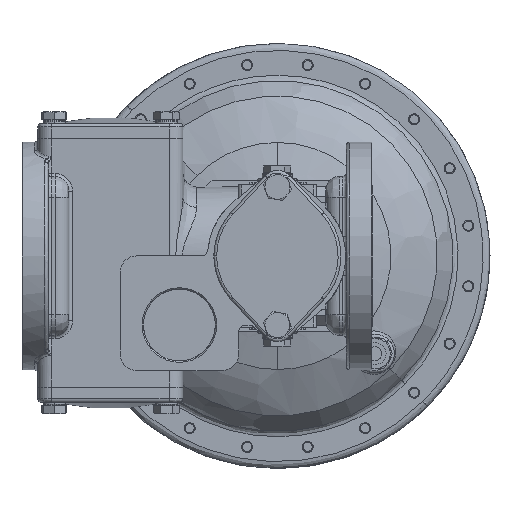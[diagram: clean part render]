
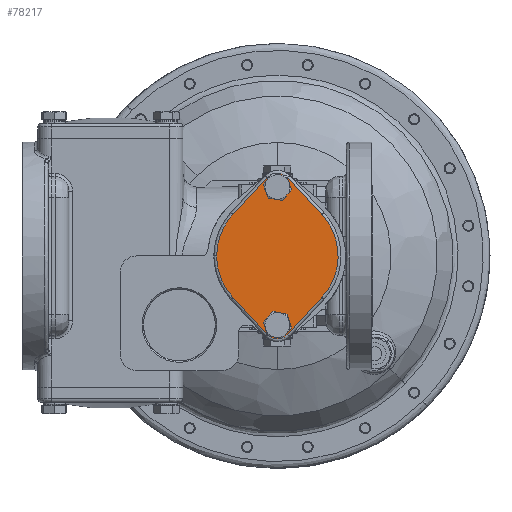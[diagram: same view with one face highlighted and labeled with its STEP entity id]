
A CAD part, front view. The second image highlights one B-rep face of the part: STEP entity #78217.
In plain terms, the highlighted planar face has unit normal (0, -1, 0).
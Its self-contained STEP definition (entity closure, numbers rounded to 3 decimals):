
#940 = EDGE_CURVE ( 'NONE', #2562, #120524, #119819, .T. ) ;
#1485 = FACE_BOUND ( 'NONE', #22865, .T. ) ;
#1802 = EDGE_LOOP ( 'NONE', ( #21289, #4343, #80357, #92403, #20915, #118260, #107322, #16981, #33182 ) ) ;
#2147 = CARTESIAN_POINT ( 'NONE',  ( 88.739, -73., -29.92 ) ) ;
#2562 = VERTEX_POINT ( 'NONE', #105568 ) ;
#3473 = CIRCLE ( 'NONE', #105059, 6.5 ) ;
#3741 = DIRECTION ( 'NONE',  ( 0., -1., 0. ) ) ;
#4343 = ORIENTED_EDGE ( 'NONE', *, *, #102205, .F. ) ;
#4694 = CARTESIAN_POINT ( 'NONE',  ( 114.5, -73., -50. ) ) ;
#8284 = CARTESIAN_POINT ( 'NONE',  ( 81.102, -73., -21.686 ) ) ;
#8463 = CARTESIAN_POINT ( 'NONE',  ( 128.332, -73., -56.8 ) ) ;
#9702 = CARTESIAN_POINT ( 'NONE',  ( 121., -73., -50. ) ) ;
#10747 = AXIS2_PLACEMENT_3D ( 'NONE', #9702, #81161, #20022 ) ;
#13069 = DIRECTION ( 'NONE',  ( 0., -1., 0. ) ) ;
#15365 = CARTESIAN_POINT ( 'NONE',  ( 153.261, -73., -29.92 ) ) ;
#16410 = CARTESIAN_POINT ( 'NONE',  ( 77., -73., 0. ) ) ;
#16981 = ORIENTED_EDGE ( 'NONE', *, *, #125891, .F. ) ;
#17606 = CARTESIAN_POINT ( 'NONE',  ( 169.759, -73., 12.131 ) ) ;
#20022 = DIRECTION ( 'NONE',  ( -1., 0., 0. ) ) ;
#20581 = CIRCLE ( 'NONE', #35080, 6.5 ) ;
#20915 = ORIENTED_EDGE ( 'NONE', *, *, #129504, .F. ) ;
#21289 = ORIENTED_EDGE ( 'NONE', *, *, #38211, .F. ) ;
#22713 =( BOUNDED_CURVE ( )  B_SPLINE_CURVE ( 3, ( #100063, #28690, #130903, #69729 ),
 .UNSPECIFIED., .F., .T. ) 
 B_SPLINE_CURVE_WITH_KNOTS ( ( 4, 4 ),
 ( 0., 1. ),
 .UNSPECIFIED. ) 
 CURVE ( )  GEOMETRIC_REPRESENTATION_ITEM ( )  RATIONAL_B_SPLINE_CURVE ( ( 1., 0.787, 0.787, 1. ) ) 
 REPRESENTATION_ITEM ( '' )  );
#22865 = EDGE_LOOP ( 'NONE', ( #99740, #89048 ) ) ;
#25537 = DIRECTION ( 'NONE',  ( -0.68, 0., 0.733 ) ) ;
#25674 = DIRECTION ( 'NONE',  ( -0.68, 0., -0.733 ) ) ;
#27938 = CARTESIAN_POINT ( 'NONE',  ( 153.261, -73., -29.92 ) ) ;
#28690 = CARTESIAN_POINT ( 'NONE',  ( 117.893, -73., 61.356 ) ) ;
#28904 = CARTESIAN_POINT ( 'NONE',  ( 77., -73., -11.231 ) ) ;
#30615 = CARTESIAN_POINT ( 'NONE',  ( 77., -73., 11.231 ) ) ;
#30850 = CARTESIAN_POINT ( 'NONE',  ( 113.668, -73., -56.8 ) ) ;
#33182 = ORIENTED_EDGE ( 'NONE', *, *, #940, .F. ) ;
#34821 = ORIENTED_EDGE ( 'NONE', *, *, #67366, .F. ) ;
#35080 = AXIS2_PLACEMENT_3D ( 'NONE', #74288, #13069, #84463 ) ;
#37057 = DIRECTION ( 'NONE',  ( 0., -1., 0. ) ) ;
#38211 = EDGE_CURVE ( 'NONE', #64745, #2562, #76175, .T. ) ;
#38499 = CARTESIAN_POINT ( 'NONE',  ( 128.332, -73., -56.8 ) ) ;
#39061 = CIRCLE ( 'NONE', #47741, 6.5 ) ;
#39180 = CARTESIAN_POINT ( 'NONE',  ( 128.332, -73., 56.8 ) ) ;
#39192 = VERTEX_POINT ( 'NONE', #112702 ) ;
#40807 = CARTESIAN_POINT ( 'NONE',  ( 81.102, -73., 21.686 ) ) ;
#42841 = EDGE_CURVE ( 'NONE', #130185, #39192, #39061, .T. ) ;
#47741 = AXIS2_PLACEMENT_3D ( 'NONE', #64956, #3741, #75219 ) ;
#48310 = VERTEX_POINT ( 'NONE', #16410 ) ;
#49456 = DIRECTION ( 'NONE',  ( 0.68, 0., -0.733 ) ) ;
#49641 = CARTESIAN_POINT ( 'NONE',  ( 113.668, -73., -56.8 ) ) ;
#50154 = CARTESIAN_POINT ( 'NONE',  ( 121., -73., -50. ) ) ;
#54476 = CARTESIAN_POINT ( 'NONE',  ( 114.5, -73., 50. ) ) ;
#58423 = ORIENTED_EDGE ( 'NONE', *, *, #69081, .F. ) ;
#61117 = VERTEX_POINT ( 'NONE', #109481 ) ;
#63786 = EDGE_CURVE ( 'NONE', #88757, #98139, #72814, .T. ) ;
#63938 = AXIS2_PLACEMENT_3D ( 'NONE', #50154, #131897, #70711 ) ;
#64745 = VERTEX_POINT ( 'NONE', #8463 ) ;
#64956 = CARTESIAN_POINT ( 'NONE',  ( 121., -73., -50. ) ) ;
#66320 = EDGE_CURVE ( 'NONE', #98139, #98402, #127960, .T. ) ;
#67366 = EDGE_CURVE ( 'NONE', #70848, #120577, #3473, .T. ) ;
#68536 = CARTESIAN_POINT ( 'NONE',  ( 169.759, -73., -12.131 ) ) ;
#69081 = EDGE_CURVE ( 'NONE', #120577, #70848, #20581, .T. ) ;
#69430 =( BOUNDED_CURVE ( )  B_SPLINE_CURVE ( 3, ( #79708, #8284, #28904, #100269 ),
 .UNSPECIFIED., .F., .T. ) 
 B_SPLINE_CURVE_WITH_KNOTS ( ( 4, 4 ),
 ( 0., 1. ),
 .UNSPECIFIED. ) 
 CURVE ( )  GEOMETRIC_REPRESENTATION_ITEM ( )  RATIONAL_B_SPLINE_CURVE ( ( 1., 0.954, 0.954, 1. ) ) 
 REPRESENTATION_ITEM ( '' )  );
#69729 = CARTESIAN_POINT ( 'NONE',  ( 128.332, -73., 56.8 ) ) ;
#70711 = DIRECTION ( 'NONE',  ( -1., 0., 0. ) ) ;
#70848 = VERTEX_POINT ( 'NONE', #54476 ) ;
#72814 = LINE ( 'NONE', #39180, #123958 ) ;
#74288 = CARTESIAN_POINT ( 'NONE',  ( 121., -73., 50. ) ) ;
#75219 = DIRECTION ( 'NONE',  ( -1., 0., 0. ) ) ;
#76175 =( BOUNDED_CURVE ( )  B_SPLINE_CURVE ( 3, ( #38499, #90237, #110819, #49641 ),
 .UNSPECIFIED., .F., .F. ) 
 B_SPLINE_CURVE_WITH_KNOTS ( ( 4, 4 ),
 ( 0., 1. ),
 .UNSPECIFIED. ) 
 CURVE ( )  GEOMETRIC_REPRESENTATION_ITEM ( )  RATIONAL_B_SPLINE_CURVE ( ( 1., 0.787, 0.787, 1. ) ) 
 REPRESENTATION_ITEM ( '' )  );
#76616 = FACE_OUTER_BOUND ( 'NONE', #1802, .T. ) ;
#78217 = ADVANCED_FACE ( 'NONE', ( #103779, #1485, #76616 ), #111335, .F. ) ;
#79060 = EDGE_CURVE ( 'NONE', #48310, #61117, #87871, .T. ) ;
#79708 = CARTESIAN_POINT ( 'NONE',  ( 88.739, -73., -29.92 ) ) ;
#80357 = ORIENTED_EDGE ( 'NONE', *, *, #66320, .F. ) ;
#81161 = DIRECTION ( 'NONE',  ( 0., -1., 0. ) ) ;
#84463 = DIRECTION ( 'NONE',  ( -1., 0., 0. ) ) ;
#85953 = CARTESIAN_POINT ( 'NONE',  ( 153.261, -73., -29.92 ) ) ;
#86789 = CARTESIAN_POINT ( 'NONE',  ( 113.668, -73., 56.8 ) ) ;
#87871 =( BOUNDED_CURVE ( )  B_SPLINE_CURVE ( 3, ( #101960, #30615, #40807, #112255 ),
 .UNSPECIFIED., .F., .F. ) 
 B_SPLINE_CURVE_WITH_KNOTS ( ( 4, 4 ),
 ( 0., 1. ),
 .UNSPECIFIED. ) 
 CURVE ( )  GEOMETRIC_REPRESENTATION_ITEM ( )  RATIONAL_B_SPLINE_CURVE ( ( 1., 0.954, 0.954, 1. ) ) 
 REPRESENTATION_ITEM ( '' )  );
#88612 = EDGE_LOOP ( 'NONE', ( #34821, #58423 ) ) ;
#88757 = VERTEX_POINT ( 'NONE', #123591 ) ;
#89011 = CARTESIAN_POINT ( 'NONE',  ( 153.261, -73., 29.92 ) ) ;
#89048 = ORIENTED_EDGE ( 'NONE', *, *, #96753, .F. ) ;
#90237 = CARTESIAN_POINT ( 'NONE',  ( 124.107, -73., -61.356 ) ) ;
#91586 = CIRCLE ( 'NONE', #10747, 6.5 ) ;
#92403 = ORIENTED_EDGE ( 'NONE', *, *, #63786, .F. ) ;
#92707 = CARTESIAN_POINT ( 'NONE',  ( 153.261, -73., 29.92 ) ) ;
#95876 = CARTESIAN_POINT ( 'NONE',  ( 127.5, -73., 50. ) ) ;
#96753 = EDGE_CURVE ( 'NONE', #39192, #130185, #91586, .T. ) ;
#98139 = VERTEX_POINT ( 'NONE', #92707 ) ;
#98150 = CARTESIAN_POINT ( 'NONE',  ( 121., -73., 50. ) ) ;
#98402 = VERTEX_POINT ( 'NONE', #85953 ) ;
#98525 = VECTOR ( 'NONE', #127516, 1000. ) ;
#99740 = ORIENTED_EDGE ( 'NONE', *, *, #42841, .F. ) ;
#100063 = CARTESIAN_POINT ( 'NONE',  ( 113.668, -73., 56.8 ) ) ;
#100269 = CARTESIAN_POINT ( 'NONE',  ( 77., -73., 0. ) ) ;
#101960 = CARTESIAN_POINT ( 'NONE',  ( 77., -73., 0. ) ) ;
#102174 = EDGE_CURVE ( 'NONE', #61117, #131776, #128958, .T. ) ;
#102205 = EDGE_CURVE ( 'NONE', #98402, #64745, #125794, .T. ) ;
#103779 = FACE_BOUND ( 'NONE', #88612, .T. ) ;
#105059 = AXIS2_PLACEMENT_3D ( 'NONE', #98150, #37057, #108484 ) ;
#105568 = CARTESIAN_POINT ( 'NONE',  ( 113.668, -73., -56.8 ) ) ;
#107322 = ORIENTED_EDGE ( 'NONE', *, *, #79060, .F. ) ;
#108484 = DIRECTION ( 'NONE',  ( -1., 0., 0. ) ) ;
#109481 = CARTESIAN_POINT ( 'NONE',  ( 88.739, -73., 29.92 ) ) ;
#110819 = CARTESIAN_POINT ( 'NONE',  ( 117.893, -73., -61.356 ) ) ;
#111335 = PLANE ( 'NONE',  #63938 ) ;
#112255 = CARTESIAN_POINT ( 'NONE',  ( 88.739, -73., 29.92 ) ) ;
#112702 = CARTESIAN_POINT ( 'NONE',  ( 127.5, -73., -50. ) ) ;
#117206 = CARTESIAN_POINT ( 'NONE',  ( 88.739, -73., 29.92 ) ) ;
#118260 = ORIENTED_EDGE ( 'NONE', *, *, #102174, .F. ) ;
#119819 = LINE ( 'NONE', #30850, #127812 ) ;
#120524 = VERTEX_POINT ( 'NONE', #2147 ) ;
#120577 = VERTEX_POINT ( 'NONE', #95876 ) ;
#122536 = VECTOR ( 'NONE', #25674, 1000. ) ;
#123591 = CARTESIAN_POINT ( 'NONE',  ( 128.332, -73., 56.8 ) ) ;
#123958 = VECTOR ( 'NONE', #49456, 1000. ) ;
#125794 = LINE ( 'NONE', #15365, #122536 ) ;
#125891 = EDGE_CURVE ( 'NONE', #120524, #48310, #69430, .T. ) ;
#127516 = DIRECTION ( 'NONE',  ( 0.68, 0., 0.733 ) ) ;
#127812 = VECTOR ( 'NONE', #25537, 1000. ) ;
#127960 =( BOUNDED_CURVE ( )  B_SPLINE_CURVE ( 3, ( #89011, #17606, #68536, #27938 ),
 .UNSPECIFIED., .F., .F. ) 
 B_SPLINE_CURVE_WITH_KNOTS ( ( 4, 4 ),
 ( 0., 1. ),
 .UNSPECIFIED. ) 
 CURVE ( )  GEOMETRIC_REPRESENTATION_ITEM ( )  RATIONAL_B_SPLINE_CURVE ( ( 1., 0.822, 0.822, 1. ) ) 
 REPRESENTATION_ITEM ( '' )  );
#128958 = LINE ( 'NONE', #117206, #98525 ) ;
#129504 = EDGE_CURVE ( 'NONE', #131776, #88757, #22713, .T. ) ;
#130185 = VERTEX_POINT ( 'NONE', #4694 ) ;
#130903 = CARTESIAN_POINT ( 'NONE',  ( 124.107, -73., 61.356 ) ) ;
#131776 = VERTEX_POINT ( 'NONE', #86789 ) ;
#131897 = DIRECTION ( 'NONE',  ( 0., 1., 0. ) ) ;
